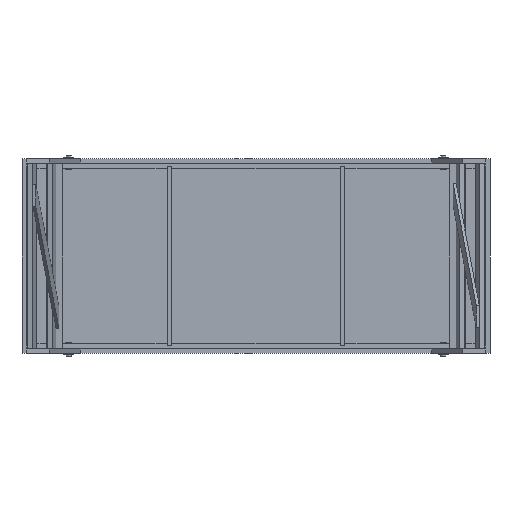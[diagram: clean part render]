
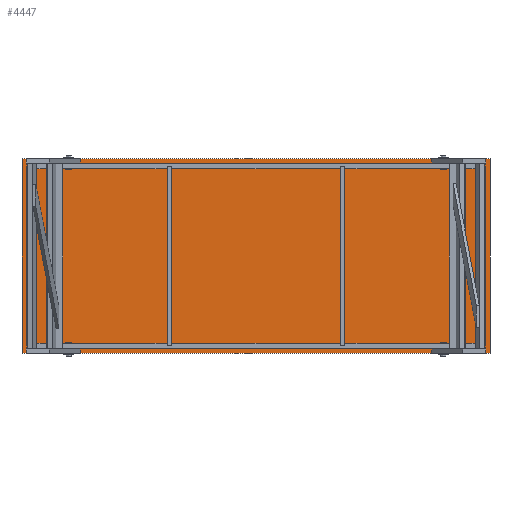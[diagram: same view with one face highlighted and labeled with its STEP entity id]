
A CAD part, front view. The second image highlights one B-rep face of the part: STEP entity #4447.
In plain terms, the highlighted planar face has unit normal (0, -1, 0).
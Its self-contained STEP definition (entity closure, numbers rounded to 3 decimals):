
#590=FACE_OUTER_BOUND('',#855,.T.);
#855=EDGE_LOOP('',(#3309,#3310,#3311,#3312));
#1227=LINE('',#6992,#1641);
#1228=LINE('',#6995,#1642);
#1231=LINE('',#7001,#1645);
#1232=LINE('',#7002,#1646);
#1641=VECTOR('',#5603,10.);
#1642=VECTOR('',#5606,10.);
#1645=VECTOR('',#5611,10.);
#1646=VECTOR('',#5612,10.);
#2001=VERTEX_POINT('',#6986);
#2003=VERTEX_POINT('',#6990);
#2004=VERTEX_POINT('',#6994);
#2006=VERTEX_POINT('',#7000);
#2483=EDGE_CURVE('',#2001,#2003,#1227,.T.);
#2484=EDGE_CURVE('',#2004,#2001,#1228,.T.);
#2487=EDGE_CURVE('',#2003,#2006,#1231,.T.);
#2488=EDGE_CURVE('',#2006,#2004,#1232,.T.);
#3309=ORIENTED_EDGE('',*,*,#2483,.T.);
#3310=ORIENTED_EDGE('',*,*,#2487,.T.);
#3311=ORIENTED_EDGE('',*,*,#2488,.T.);
#3312=ORIENTED_EDGE('',*,*,#2484,.T.);
#4289=PLANE('',#4879);
#4447=ADVANCED_FACE('',(#590),#4289,.T.);
#4879=AXIS2_PLACEMENT_3D('',#6999,#5609,#5610);
#5603=DIRECTION('',(0.,0.,1.));
#5606=DIRECTION('',(1.,0.,0.));
#5609=DIRECTION('center_axis',(0.,-1.,0.));
#5610=DIRECTION('ref_axis',(0.,0.,-1.));
#5611=DIRECTION('',(-1.,0.,0.));
#5612=DIRECTION('',(0.,0.,-1.));
#6986=CARTESIAN_POINT('',(1903.,112.5,0.));
#6990=CARTESIAN_POINT('',(1903.,112.5,762.));
#6992=CARTESIAN_POINT('',(1903.,112.5,50.));
#6994=CARTESIAN_POINT('',(67.188,112.5,0.));
#6995=CARTESIAN_POINT('',(325.,112.5,0.));
#6999=CARTESIAN_POINT('Origin',(325.,112.5,50.));
#7000=CARTESIAN_POINT('',(67.188,112.5,762.));
#7001=CARTESIAN_POINT('',(100.,112.5,762.));
#7002=CARTESIAN_POINT('',(67.188,112.5,50.));
